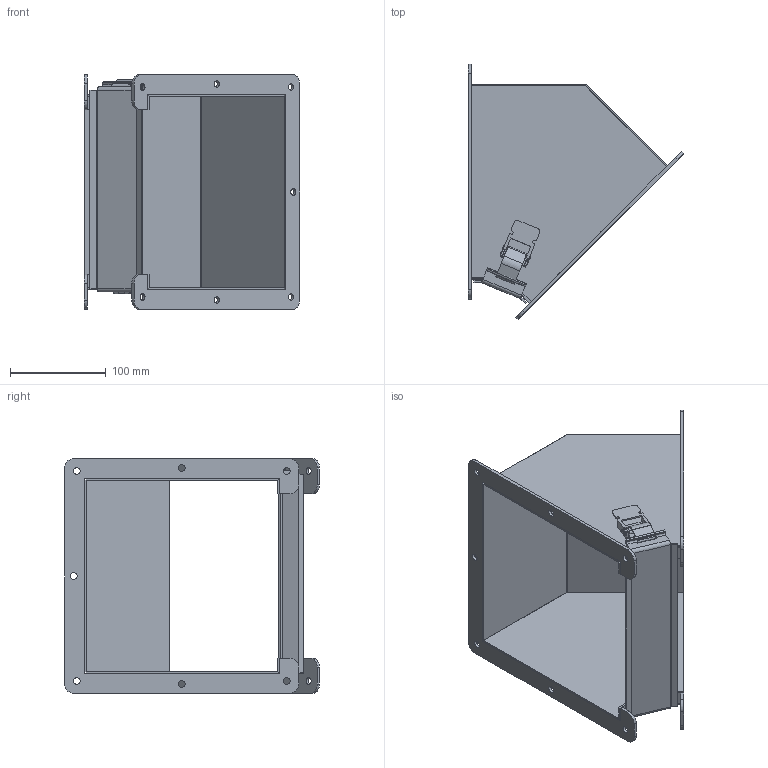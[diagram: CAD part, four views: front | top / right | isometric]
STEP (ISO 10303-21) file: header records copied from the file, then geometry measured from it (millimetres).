
FILE_DESCRIPTION(/* description */ ('LJW, WW-FITTING, ELBOW, 45°, TOP BOTTOM, CS, 8"'),/* implementation_level */ '2;1');
FILE_NAME(/* name */ 'LJWL458B.stp',/* time_stamp */ '2017-05-23T14:23:13-05:00',/* author */ ('bbirch1'),/* organization */ (''),/* preprocessor_version */ 'ST-DEVELOPER v16.1',/* originating_system */ 'Autodesk Inventor 2016',/* authorisation */ '');
FILE_SCHEMA (('AUTOMOTIVE_DESIGN { 1 0 10303 214 3 1 1 }'));
Length unit declared in the file: inch
Products named in the file (16): LJWL458BTB; LJWL458BOS; LJWL458BLID; PART1; PART2; PART3; PART4; PART5; 35011; 3281LEAF; 3281PIN; 3281; LJW8RINGP; LJWL45_B-tab; LJWT8BSTRIPGSKT; LJWL458B
Assembly tree (19 placements, depth 3):
  LJWL458B
    LJWL458BTB  x2
    LJWL458BOS
    LJWL458BLID
    35011
      PART1
      PART2
      PART3
      PART4
      PART5
    3281
      3281LEAF  x2
      3281PIN
    LJW8RINGP  x2
    LJWL45_B-tab  x2
    LJWT8BSTRIPGSKT
Bounding box: 224.72 x 265.95 x 244.47 mm (x, y, z)
Volume: 359939.9 mm3; surface area: 358299.6 mm2
Topology: 17 solids, 17 shells, 311 faces, 767 edges, 490 vertices
Faces by surface type: plane 215, cylinder 92, bspline 4
Full cylindrical faces by diameter (mm): 2.87 x1, 3.454 x2, 3.946 x6, 4.286 x4, 7.144 x14
Entity records: 7516 total; most frequent: CARTESIAN_POINT 1325, DIRECTION 1254, ORIENTED_EDGE 1128, EDGE_CURVE 564, AXIS2_PLACEMENT_3D 421, LINE 412, VECTOR 412, VERTEX_POINT 372
